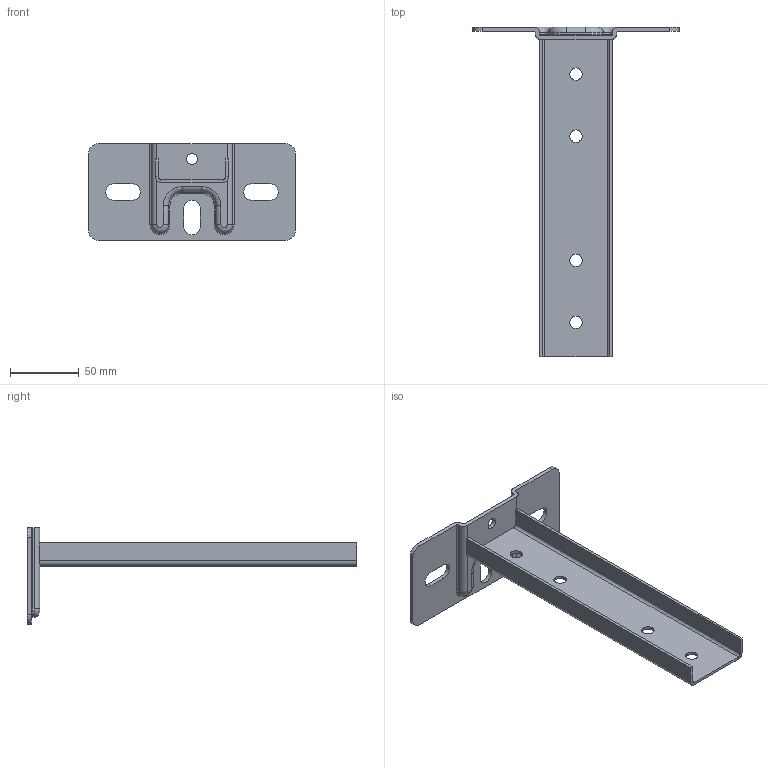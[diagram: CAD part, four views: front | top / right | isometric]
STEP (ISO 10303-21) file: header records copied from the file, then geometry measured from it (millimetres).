
FILE_DESCRIPTION (( 'STEP AP203' ), '1' );
FILE_NAME ('10-02-3130.STEP', '2013-05-06T05:52:14', ( 'asennus' ), ( '' ), 'SwSTEP 2.0', 'SolidWorks 2013', '' );
FILE_SCHEMA (( 'CONFIG_CONTROL_DESIGN' ));
Length unit declared in the file: millimetre
Products named in the file (1): 10-02-3130
Bounding box: 150 x 239 x 70 mm (x, y, z)
Volume: 67888.7 mm3; surface area: 60845 mm2
Topology: 2 solids, 2 shells, 112 faces, 276 edges, 168 vertices
Faces by surface type: cylinder 54, plane 42, torus 16
Entity records: 3407 total; most frequent: DIRECTION 626, CARTESIAN_POINT 557, ORIENTED_EDGE 552, EDGE_CURVE 276, AXIS2_PLACEMENT_3D 237, VERTEX_POINT 168, VECTOR 152, LINE 152
